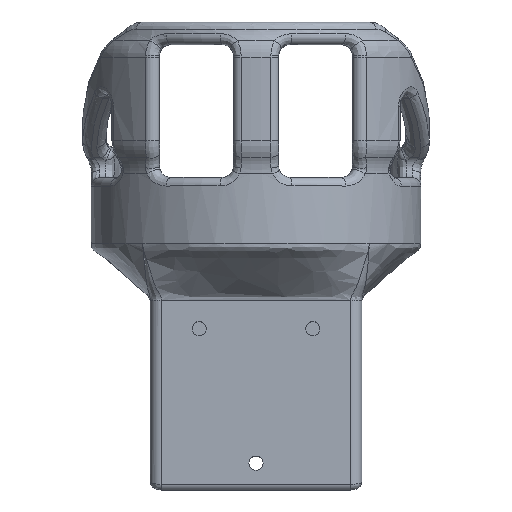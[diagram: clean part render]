
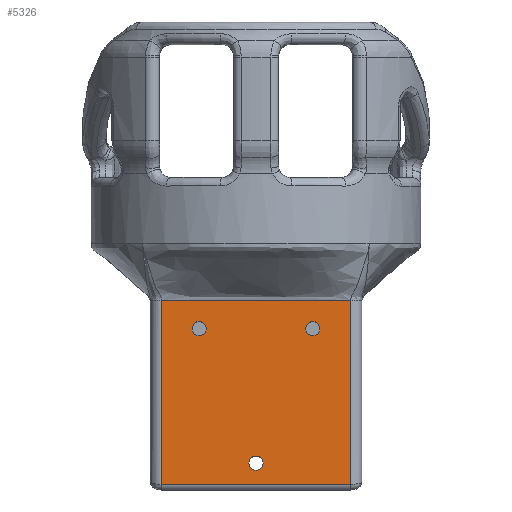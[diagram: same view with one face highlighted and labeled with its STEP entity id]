
A CAD part, top view. The second image highlights one B-rep face of the part: STEP entity #5326.
In plain terms, the highlighted planar face has unit normal (0, 0, 1).
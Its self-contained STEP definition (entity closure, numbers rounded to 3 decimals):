
#42=FACE_BOUND('',#1297,.T.);
#43=FACE_BOUND('',#1298,.T.);
#44=FACE_BOUND('',#1299,.T.);
#150=PLANE('',#5899);
#293=LINE('',#12443,#450);
#355=LINE('',#20599,#512);
#356=LINE('',#20906,#513);
#357=LINE('',#20928,#514);
#450=VECTOR('',#6945,33.33);
#512=VECTOR('',#7181,32.438);
#513=VECTOR('',#7184,33.33);
#514=VECTOR('',#7187,32.438);
#935=FACE_OUTER_BOUND('',#1296,.T.);
#1296=EDGE_LOOP('',(#4762,#4763,#4764,#4765));
#1297=EDGE_LOOP('',(#4766));
#1298=EDGE_LOOP('',(#4767));
#1299=EDGE_LOOP('',(#4768));
#1909=CIRCLE('',#5900,1.25);
#1910=CIRCLE('',#5901,1.25);
#1911=CIRCLE('',#5902,1.25);
#2287=VERTEX_POINT('',#12435);
#2289=VERTEX_POINT('',#12441);
#2373=VERTEX_POINT('',#20598);
#2374=VERTEX_POINT('',#20905);
#2375=VERTEX_POINT('',#20929);
#2376=VERTEX_POINT('',#20931);
#2377=VERTEX_POINT('',#20933);
#3015=EDGE_CURVE('',#2289,#2287,#293,.T.);
#3180=EDGE_CURVE('',#2287,#2373,#355,.T.);
#3183=EDGE_CURVE('',#2373,#2374,#356,.T.);
#3185=EDGE_CURVE('',#2374,#2289,#357,.T.);
#3186=EDGE_CURVE('',#2375,#2375,#1909,.T.);
#3187=EDGE_CURVE('',#2376,#2376,#1910,.T.);
#3188=EDGE_CURVE('',#2377,#2377,#1911,.T.);
#4762=ORIENTED_EDGE('',*,*,#3015,.F.);
#4763=ORIENTED_EDGE('',*,*,#3185,.F.);
#4764=ORIENTED_EDGE('',*,*,#3183,.F.);
#4765=ORIENTED_EDGE('',*,*,#3180,.F.);
#4766=ORIENTED_EDGE('',*,*,#3186,.T.);
#4767=ORIENTED_EDGE('',*,*,#3187,.T.);
#4768=ORIENTED_EDGE('',*,*,#3188,.T.);
#5326=ADVANCED_FACE('',(#935,#42,#43,#44),#150,.T.);
#5899=AXIS2_PLACEMENT_3D('',#20927,#7185,#7186);
#5900=AXIS2_PLACEMENT_3D('',#20930,#7188,#7189);
#5901=AXIS2_PLACEMENT_3D('',#20932,#7190,#7191);
#5902=AXIS2_PLACEMENT_3D('',#20934,#7192,#7193);
#6945=DIRECTION('',(-1.,0.,0.));
#7181=DIRECTION('',(0.,1.,0.));
#7184=DIRECTION('',(1.,0.,0.));
#7185=DIRECTION('center_axis',(0.,0.,1.));
#7186=DIRECTION('ref_axis',(1.,0.,0.));
#7187=DIRECTION('',(0.,-1.,0.));
#7188=DIRECTION('center_axis',(0.,0.,-1.));
#7189=DIRECTION('ref_axis',(-1.,0.,0.));
#7190=DIRECTION('center_axis',(0.,0.,-1.));
#7191=DIRECTION('ref_axis',(-1.,0.,0.));
#7192=DIRECTION('center_axis',(0.,0.,-1.));
#7193=DIRECTION('ref_axis',(-1.,0.,0.));
#12435=CARTESIAN_POINT('',(2.,18.362,0.));
#12441=CARTESIAN_POINT('',(35.33,18.362,0.));
#12443=CARTESIAN_POINT('',(18.665,18.362,0.));
#20598=CARTESIAN_POINT('',(2.,50.8,0.));
#20599=CARTESIAN_POINT('',(2.,0.,0.));
#20905=CARTESIAN_POINT('',(35.33,50.8,0.));
#20906=CARTESIAN_POINT('',(0.,50.8,0.));
#20927=CARTESIAN_POINT('Origin',(0.,0.,0.));
#20928=CARTESIAN_POINT('',(35.33,0.,0.));
#20929=CARTESIAN_POINT('',(19.915,22.1,0.));
#20930=CARTESIAN_POINT('Origin',(18.665,22.1,0.));
#20931=CARTESIAN_POINT('',(9.915,45.8,0.));
#20932=CARTESIAN_POINT('Origin',(8.665,45.8,0.));
#20933=CARTESIAN_POINT('',(29.915,45.8,0.));
#20934=CARTESIAN_POINT('Origin',(28.665,45.8,0.));
